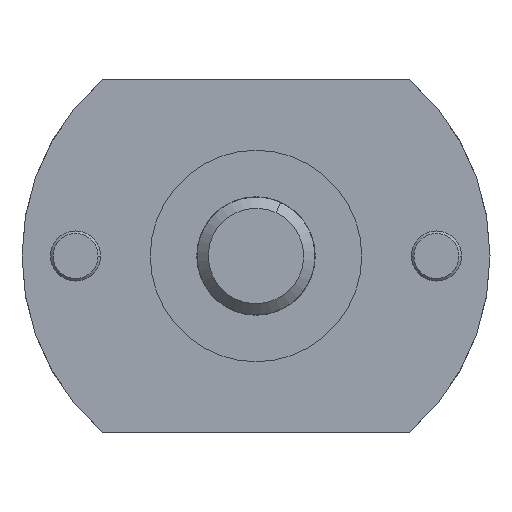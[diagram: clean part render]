
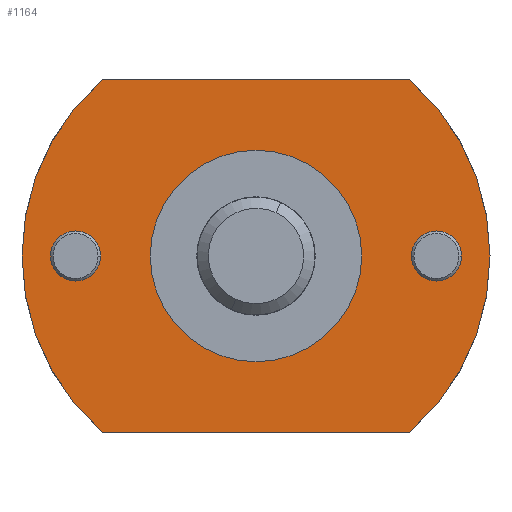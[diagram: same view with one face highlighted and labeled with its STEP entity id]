
A CAD part, front view. The second image highlights one B-rep face of the part: STEP entity #1164.
In plain terms, the highlighted planar face has unit normal (0, -1, 0).
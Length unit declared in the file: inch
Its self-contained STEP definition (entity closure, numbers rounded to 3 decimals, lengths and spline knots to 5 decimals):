
#10 = DIRECTION ( 'NONE',  ( 0., -1., 0. ) ) ;
#32 = CARTESIAN_POINT ( 'NONE',  ( 0., 0., 0. ) ) ;
#48 = VERTEX_POINT ( 'NONE', #3928 ) ;
#127 = DIRECTION ( 'NONE',  ( 0., 0., -1. ) ) ;
#134 = CARTESIAN_POINT ( 'NONE',  ( 0.32, 0., 0. ) ) ;
#142 = ORIENTED_EDGE ( 'NONE', *, *, #2973, .F. ) ;
#192 = FACE_BOUND ( 'NONE', #3469, .T. ) ;
#205 = AXIS2_PLACEMENT_3D ( 'NONE', #3094, #899, #1692 ) ;
#315 = CARTESIAN_POINT ( 'NONE',  ( -0.32, 0., 0. ) ) ;
#320 = EDGE_CURVE ( 'NONE', #568, #2626, #1384, .T. ) ;
#332 = CARTESIAN_POINT ( 'NONE',  ( -0.32, 0., 0.0445 ) ) ;
#333 = LINE ( 'NONE', #371, #671 ) ;
#371 = CARTESIAN_POINT ( 'NONE',  ( -0.27307, 0., 0.3125 ) ) ;
#405 = AXIS2_PLACEMENT_3D ( 'NONE', #1860, #3754, #2159 ) ;
#568 = VERTEX_POINT ( 'NONE', #2104 ) ;
#569 = CARTESIAN_POINT ( 'NONE',  ( 0.32, 0., 0.0445 ) ) ;
#648 = DIRECTION ( 'NONE',  ( 0., 1., 0. ) ) ;
#663 = EDGE_LOOP ( 'NONE', ( #3046, #1994 ) ) ;
#671 = VECTOR ( 'NONE', #2249, 39.37008 ) ;
#756 = EDGE_CURVE ( 'NONE', #4083, #1529, #2297, .T. ) ;
#786 = EDGE_CURVE ( 'NONE', #2994, #48, #1915, .T. ) ;
#897 = DIRECTION ( 'NONE',  ( 0., 1., 0. ) ) ;
#899 = DIRECTION ( 'NONE',  ( 0., -1., 0. ) ) ;
#1028 = FACE_BOUND ( 'NONE', #3813, .T. ) ;
#1164 = ADVANCED_FACE ( 'NONE', ( #1028, #1759, #192, #2595 ), #2796, .F. ) ;
#1169 = EDGE_CURVE ( 'NONE', #2626, #568, #3446, .T. ) ;
#1252 = EDGE_CURVE ( 'NONE', #1529, #4083, #1467, .T. ) ;
#1315 = CARTESIAN_POINT ( 'NONE',  ( 0.27307, 0., -0.3125 ) ) ;
#1377 = ORIENTED_EDGE ( 'NONE', *, *, #1169, .F. ) ;
#1378 = AXIS2_PLACEMENT_3D ( 'NONE', #3264, #897, #4015 ) ;
#1384 = CIRCLE ( 'NONE', #2426, 0.1875 ) ;
#1400 = CARTESIAN_POINT ( 'NONE',  ( 0.32, 0., -0.0445 ) ) ;
#1465 = VERTEX_POINT ( 'NONE', #2705 ) ;
#1467 = CIRCLE ( 'NONE', #2295, 0.0445 ) ;
#1529 = VERTEX_POINT ( 'NONE', #1400 ) ;
#1535 = EDGE_CURVE ( 'NONE', #48, #2994, #2240, .T. ) ;
#1564 = ORIENTED_EDGE ( 'NONE', *, *, #320, .F. ) ;
#1591 = AXIS2_PLACEMENT_3D ( 'NONE', #2633, #2311, #127 ) ;
#1692 = DIRECTION ( 'NONE',  ( 0., 0., -1. ) ) ;
#1696 = VERTEX_POINT ( 'NONE', #1315 ) ;
#1759 = FACE_BOUND ( 'NONE', #663, .T. ) ;
#1799 = CIRCLE ( 'NONE', #2901, 0.415 ) ;
#1860 = CARTESIAN_POINT ( 'NONE',  ( 0., 0., 0. ) ) ;
#1902 = EDGE_CURVE ( 'NONE', #1696, #2943, #2101, .T. ) ;
#1913 = DIRECTION ( 'NONE',  ( 0., -1., 0. ) ) ;
#1915 = CIRCLE ( 'NONE', #3552, 0.0445 ) ;
#1994 = ORIENTED_EDGE ( 'NONE', *, *, #756, .F. ) ;
#2010 = DIRECTION ( 'NONE',  ( 0., -1., 0. ) ) ;
#2020 = CARTESIAN_POINT ( 'NONE',  ( -0.27307, 0., -0.3125 ) ) ;
#2064 = AXIS2_PLACEMENT_3D ( 'NONE', #134, #2010, #3907 ) ;
#2101 = LINE ( 'NONE', #2020, #3692 ) ;
#2104 = CARTESIAN_POINT ( 'NONE',  ( 0., 0., -0.1875 ) ) ;
#2159 = DIRECTION ( 'NONE',  ( 0., 0., 1. ) ) ;
#2187 = DIRECTION ( 'NONE',  ( 0., 0., -1. ) ) ;
#2240 = CIRCLE ( 'NONE', #1591, 0.0445 ) ;
#2249 = DIRECTION ( 'NONE',  ( 1., 0., 0. ) ) ;
#2295 = AXIS2_PLACEMENT_3D ( 'NONE', #3619, #2618, #2299 ) ;
#2297 = CIRCLE ( 'NONE', #2064, 0.0445 ) ;
#2299 = DIRECTION ( 'NONE',  ( 0., 0., -1. ) ) ;
#2311 = DIRECTION ( 'NONE',  ( 0., -1., 0. ) ) ;
#2366 = EDGE_CURVE ( 'NONE', #2943, #1465, #3687, .T. ) ;
#2384 = VERTEX_POINT ( 'NONE', #2951 ) ;
#2426 = AXIS2_PLACEMENT_3D ( 'NONE', #32, #1913, #3809 ) ;
#2468 = EDGE_CURVE ( 'NONE', #1465, #2384, #333, .T. ) ;
#2524 = CARTESIAN_POINT ( 'NONE',  ( 0., 0., 0. ) ) ;
#2547 = EDGE_LOOP ( 'NONE', ( #142, #3775, #3650, #3737 ) ) ;
#2595 = FACE_OUTER_BOUND ( 'NONE', #2547, .T. ) ;
#2618 = DIRECTION ( 'NONE',  ( 0., -1., 0. ) ) ;
#2626 = VERTEX_POINT ( 'NONE', #2910 ) ;
#2633 = CARTESIAN_POINT ( 'NONE',  ( -0.32, 0., 0. ) ) ;
#2705 = CARTESIAN_POINT ( 'NONE',  ( -0.27307, 0., 0.3125 ) ) ;
#2796 = PLANE ( 'NONE',  #405 ) ;
#2843 = DIRECTION ( 'NONE',  ( 0., 0., 1. ) ) ;
#2901 = AXIS2_PLACEMENT_3D ( 'NONE', #2524, #648, #2843 ) ;
#2910 = CARTESIAN_POINT ( 'NONE',  ( 0., 0., 0.1875 ) ) ;
#2943 = VERTEX_POINT ( 'NONE', #3765 ) ;
#2951 = CARTESIAN_POINT ( 'NONE',  ( 0.27307, 0., 0.3125 ) ) ;
#2973 = EDGE_CURVE ( 'NONE', #2384, #1696, #1799, .T. ) ;
#2994 = VERTEX_POINT ( 'NONE', #332 ) ;
#3046 = ORIENTED_EDGE ( 'NONE', *, *, #1252, .F. ) ;
#3094 = CARTESIAN_POINT ( 'NONE',  ( 0., 0., 0. ) ) ;
#3264 = CARTESIAN_POINT ( 'NONE',  ( 0., 0., 0. ) ) ;
#3280 = DIRECTION ( 'NONE',  ( -1., 0., 0. ) ) ;
#3446 = CIRCLE ( 'NONE', #205, 0.1875 ) ;
#3469 = EDGE_LOOP ( 'NONE', ( #1564, #1377 ) ) ;
#3552 = AXIS2_PLACEMENT_3D ( 'NONE', #315, #10, #2187 ) ;
#3619 = CARTESIAN_POINT ( 'NONE',  ( 0.32, 0., 0. ) ) ;
#3650 = ORIENTED_EDGE ( 'NONE', *, *, #2366, .F. ) ;
#3687 = CIRCLE ( 'NONE', #1378, 0.415 ) ;
#3692 = VECTOR ( 'NONE', #3280, 39.37008 ) ;
#3737 = ORIENTED_EDGE ( 'NONE', *, *, #1902, .F. ) ;
#3754 = DIRECTION ( 'NONE',  ( 0., 1., 0. ) ) ;
#3765 = CARTESIAN_POINT ( 'NONE',  ( -0.27307, 0., -0.3125 ) ) ;
#3775 = ORIENTED_EDGE ( 'NONE', *, *, #2468, .F. ) ;
#3809 = DIRECTION ( 'NONE',  ( 0., 0., -1. ) ) ;
#3813 = EDGE_LOOP ( 'NONE', ( #3871, #3822 ) ) ;
#3822 = ORIENTED_EDGE ( 'NONE', *, *, #786, .F. ) ;
#3871 = ORIENTED_EDGE ( 'NONE', *, *, #1535, .F. ) ;
#3907 = DIRECTION ( 'NONE',  ( 0., 0., -1. ) ) ;
#3928 = CARTESIAN_POINT ( 'NONE',  ( -0.32, 0., -0.0445 ) ) ;
#4015 = DIRECTION ( 'NONE',  ( 0., 0., 1. ) ) ;
#4083 = VERTEX_POINT ( 'NONE', #569 ) ;
